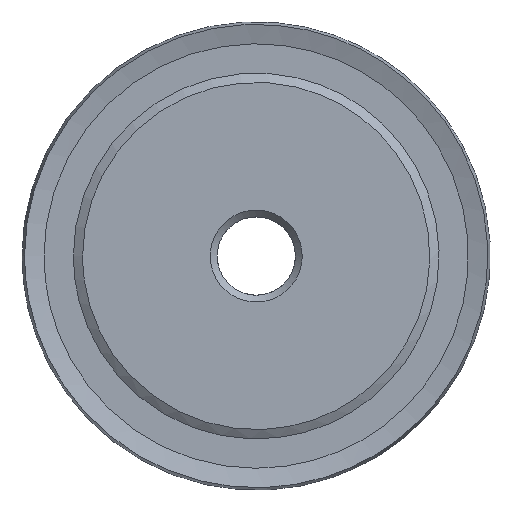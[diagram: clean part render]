
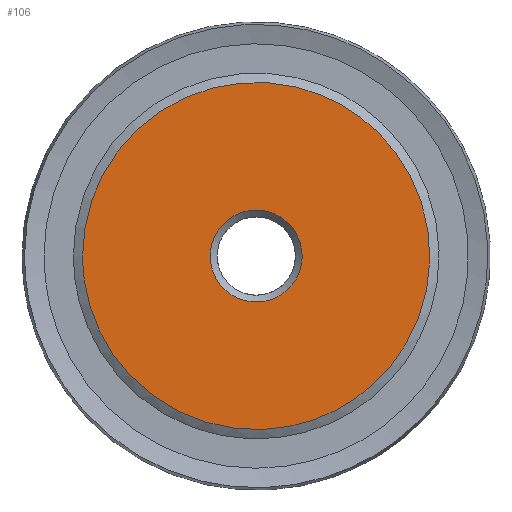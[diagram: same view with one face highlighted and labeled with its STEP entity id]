
A CAD part, left-side view. The second image highlights one B-rep face of the part: STEP entity #106.
In plain terms, the highlighted free-form (B-spline) face has degree [1, 1] with [2, 2] control points.
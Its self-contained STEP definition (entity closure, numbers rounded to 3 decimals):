
#34 = VERTEX_POINT('',#35);
#35 = CARTESIAN_POINT('',(-7.525,4.716,
    0.));
#40 = EDGE_CURVE('',#34,#34,#41,.T.);
#41 = ( BOUNDED_CURVE() B_SPLINE_CURVE(2,(#42,#43,#44,#45,#46,#47,#48),
.UNSPECIFIED.,.T.,.F.) B_SPLINE_CURVE_WITH_KNOTS((3,2,2,3),(
    3.142,5.236,7.33,9.425),
.PIECEWISE_BEZIER_KNOTS.) CURVE() GEOMETRIC_REPRESENTATION_ITEM() 
RATIONAL_B_SPLINE_CURVE((1.,0.5,1.,0.5,1.,0.5,1.)) REPRESENTATION_ITEM(
  '') );
#42 = CARTESIAN_POINT('',(-7.525,4.716,
    0.));
#43 = CARTESIAN_POINT('',(-7.525,4.716,-8.168
    ));
#44 = CARTESIAN_POINT('',(-7.525,-2.358,
    -4.084));
#45 = CARTESIAN_POINT('',(-7.525,-9.432,
    0.));
#46 = CARTESIAN_POINT('',(-7.525,-2.358,4.084
    ));
#47 = CARTESIAN_POINT('',(-7.525,4.716,8.168)
  );
#48 = CARTESIAN_POINT('',(-7.525,4.716,
    0.));
#106 = ADVANCED_FACE('',(#107,#121),#124,.T.);
#107 = FACE_BOUND('',#108,.T.);
#108 = EDGE_LOOP('',(#109));
#109 = ORIENTED_EDGE('',*,*,#110,.F.);
#110 = EDGE_CURVE('',#111,#111,#113,.T.);
#111 = VERTEX_POINT('',#112);
#112 = CARTESIAN_POINT('',(-7.525,17.81,0.));
#113 = ( BOUNDED_CURVE() B_SPLINE_CURVE(2,(#114,#115,#116,#117,#118,#119
,#120),.UNSPECIFIED.,.T.,.F.) B_SPLINE_CURVE_WITH_KNOTS((3,2,2,3),(
    1.571,3.665,5.76,7.854),
.PIECEWISE_BEZIER_KNOTS.) CURVE() GEOMETRIC_REPRESENTATION_ITEM() 
RATIONAL_B_SPLINE_CURVE((1.,0.5,1.,0.5,1.,0.5,1.)) REPRESENTATION_ITEM(
  '') );
#114 = CARTESIAN_POINT('',(-7.525,17.81,
    0.));
#115 = CARTESIAN_POINT('',(-7.525,17.81,
    30.847));
#116 = CARTESIAN_POINT('',(-7.525,-8.905,
    15.424));
#117 = CARTESIAN_POINT('',(-7.525,-35.619,
    0.));
#118 = CARTESIAN_POINT('',(-7.525,-8.905,
    -15.424));
#119 = CARTESIAN_POINT('',(-7.525,17.81,
    -30.847));
#120 = CARTESIAN_POINT('',(-7.525,17.81,
    0.));
#121 = FACE_BOUND('',#122,.T.);
#122 = EDGE_LOOP('',(#123));
#123 = ORIENTED_EDGE('',*,*,#40,.F.);
#124 = B_SPLINE_SURFACE_WITH_KNOTS('',1,1,(
    (#125,#126)
    ,(#127,#128
    )),.UNSPECIFIED.,.F.,.F.,.F.,(2,2),(2,2),(-17.75,17.75),(-35.5,0.),
  .PIECEWISE_BEZIER_KNOTS.);
#125 = CARTESIAN_POINT('',(-7.525,-17.81,
    -17.81));
#126 = CARTESIAN_POINT('',(-7.525,17.81,
    -17.81));
#127 = CARTESIAN_POINT('',(-7.525,-17.81,
    17.81));
#128 = CARTESIAN_POINT('',(-7.525,17.81,
    17.81));
